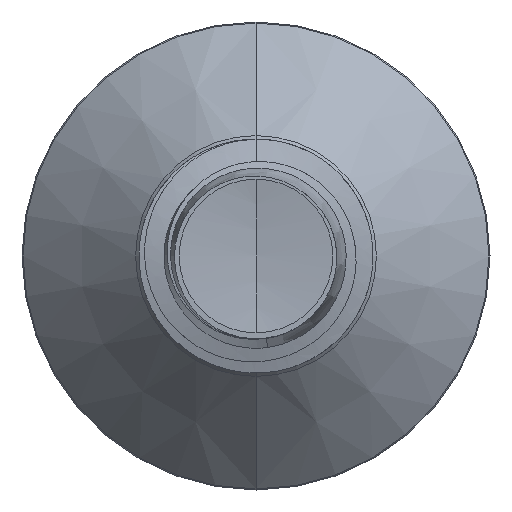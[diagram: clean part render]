
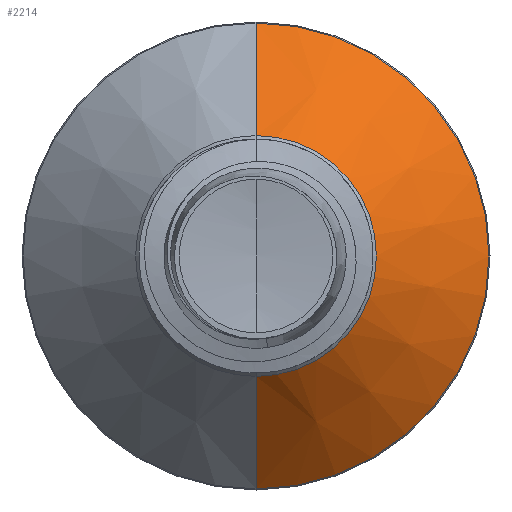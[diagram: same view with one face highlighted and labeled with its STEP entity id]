
A CAD part, front view. The second image highlights one B-rep face of the part: STEP entity #2214.
In plain terms, the highlighted conical face has half-angle 45 degrees and reference radius 3.088 mm.
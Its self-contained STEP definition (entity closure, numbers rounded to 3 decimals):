
#54 = CARTESIAN_POINT ( 'NONE',  ( 0., 4.239, 3.089 ) ) ;
#668 = FACE_OUTER_BOUND ( 'NONE', #7404, .T. ) ;
#1140 = EDGE_CURVE ( 'NONE', #14222, #3536, #10004, .T. ) ;
#1900 = VERTEX_POINT ( 'NONE', #6251 ) ;
#2214 = ADVANCED_FACE ( 'NONE', ( #668 ), #3054, .T. ) ;
#2896 = VERTEX_POINT ( 'NONE', #11217 ) ;
#2950 = LINE ( 'NONE', #13577, #9071 ) ;
#3054 = CONICAL_SURFACE ( 'NONE', #9399, 3.089, 0.785 ) ;
#3061 = ORIENTED_EDGE ( 'NONE', *, *, #9560, .T. ) ;
#3100 = ORIENTED_EDGE ( 'NONE', *, *, #4076, .F. ) ;
#3261 = LINE ( 'NONE', #54, #13455 ) ;
#3536 = VERTEX_POINT ( 'NONE', #4803 ) ;
#3542 = CARTESIAN_POINT ( 'NONE',  ( 0., 4.239, 0. ) ) ;
#4076 = EDGE_CURVE ( 'NONE', #2896, #14222, #3261, .T. ) ;
#4549 = DIRECTION ( 'NONE',  ( 0., 1., 0. ) ) ;
#4634 = DIRECTION ( 'NONE',  ( 0., 0., 1. ) ) ;
#4772 = CARTESIAN_POINT ( 'NONE',  ( 0., 7.124, 5.974 ) ) ;
#4803 = CARTESIAN_POINT ( 'NONE',  ( 0., 7.124, -5.974 ) ) ;
#6140 = CARTESIAN_POINT ( 'NONE',  ( 0., 7.124, 0. ) ) ;
#6157 = DIRECTION ( 'NONE',  ( 0., 1., 0. ) ) ;
#6160 = DIRECTION ( 'NONE',  ( 0., 0., 1. ) ) ;
#6251 = CARTESIAN_POINT ( 'NONE',  ( 0., 4.239, -3.089 ) ) ;
#7404 = EDGE_LOOP ( 'NONE', ( #3061, #11595, #11208, #3100 ) ) ;
#8146 = DIRECTION ( 'NONE',  ( 0., 0.707, -0.707 ) ) ;
#8503 = AXIS2_PLACEMENT_3D ( 'NONE', #6140, #6157, #6160 ) ;
#8745 = AXIS2_PLACEMENT_3D ( 'NONE', #3542, #11108, #4634 ) ;
#9071 = VECTOR ( 'NONE', #8146, 1000. ) ;
#9124 = CIRCLE ( 'NONE', #8745, 3.089 ) ;
#9399 = AXIS2_PLACEMENT_3D ( 'NONE', #9877, #4549, #11015 ) ;
#9560 = EDGE_CURVE ( 'NONE', #2896, #1900, #9124, .T. ) ;
#9877 = CARTESIAN_POINT ( 'NONE',  ( 0., 4.239, 0. ) ) ;
#10004 = CIRCLE ( 'NONE', #8503, 5.974 ) ;
#10027 = DIRECTION ( 'NONE',  ( 0., 0.707, 0.707 ) ) ;
#11015 = DIRECTION ( 'NONE',  ( 0., 0., 1. ) ) ;
#11108 = DIRECTION ( 'NONE',  ( 0., 1., 0. ) ) ;
#11208 = ORIENTED_EDGE ( 'NONE', *, *, #1140, .F. ) ;
#11217 = CARTESIAN_POINT ( 'NONE',  ( 0., 4.239, 3.089 ) ) ;
#11595 = ORIENTED_EDGE ( 'NONE', *, *, #14309, .T. ) ;
#13455 = VECTOR ( 'NONE', #10027, 1000. ) ;
#13577 = CARTESIAN_POINT ( 'NONE',  ( 0., 4.239, -3.089 ) ) ;
#14222 = VERTEX_POINT ( 'NONE', #4772 ) ;
#14309 = EDGE_CURVE ( 'NONE', #1900, #3536, #2950, .T. ) ;
